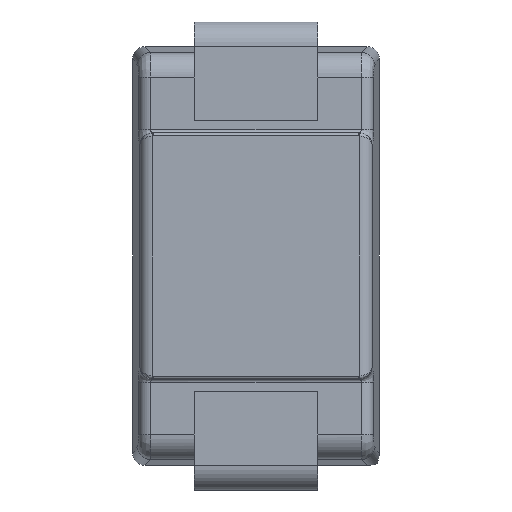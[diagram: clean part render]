
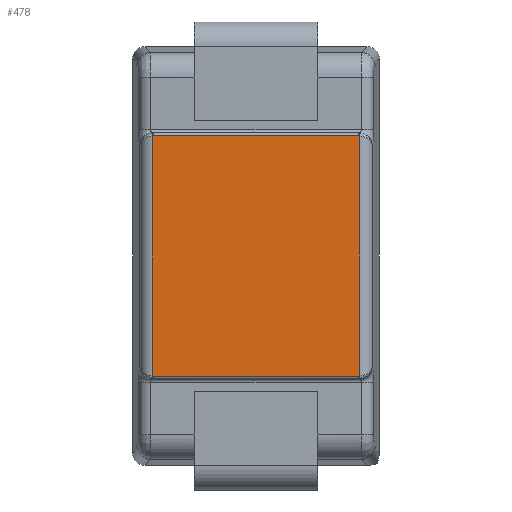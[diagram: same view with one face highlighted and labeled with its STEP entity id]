
A CAD part, front view. The second image highlights one B-rep face of the part: STEP entity #478.
In plain terms, the highlighted planar face has unit normal (0, -1, 0).
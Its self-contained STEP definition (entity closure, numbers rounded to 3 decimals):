
#407 = VERTEX_POINT ( 'NONE', #2408 ) ;
#408 = VERTEX_POINT ( 'NONE', #2414 ) ;
#409 = ORIENTED_EDGE ( 'NONE', *, *, #410, .T. ) ;
#410 = EDGE_CURVE ( 'NONE', #476, #477, #2413, .T. ) ;
#411 = EDGE_CURVE ( 'NONE', #434, #407, #2401, .T. ) ;
#412 = EDGE_CURVE ( 'NONE', #408, #476, #2394, .T. ) ;
#414 = ORIENTED_EDGE ( 'NONE', *, *, #412, .T. ) ;
#425 = VERTEX_POINT ( 'NONE', #2384 ) ;
#426 = EDGE_CURVE ( 'NONE', #427, #425, #2382, .T. ) ;
#427 = VERTEX_POINT ( 'NONE', #2378 ) ;
#428 = ORIENTED_EDGE ( 'NONE', *, *, #429, .T. ) ;
#429 = EDGE_CURVE ( 'NONE', #427, #471, #2368, .T. ) ;
#430 = ORIENTED_EDGE ( 'NONE', *, *, #470, .T. ) ;
#431 = ORIENTED_EDGE ( 'NONE', *, *, #411, .T. ) ;
#432 = EDGE_CURVE ( 'NONE', #471, #434, #2370, .T. ) ;
#433 = ORIENTED_EDGE ( 'NONE', *, *, #432, .T. ) ;
#434 = VERTEX_POINT ( 'NONE', #2361 ) ;
#468 = EDGE_CURVE ( 'NONE', #477, #425, #2445, .T. ) ;
#470 = EDGE_CURVE ( 'NONE', #407, #408, #2469, .T. ) ;
#471 = VERTEX_POINT ( 'NONE', #2470 ) ;
#473 = EDGE_LOOP ( 'NONE', ( #409, #480, #479, #428, #433, #431, #430, #414 ) ) ;
#476 = VERTEX_POINT ( 'NONE', #2527 ) ;
#477 = VERTEX_POINT ( 'NONE', #2474 ) ;
#478 = ADVANCED_FACE ( 'NONE', ( #2435 ), #2446, .F. ) ;
#479 = ORIENTED_EDGE ( 'NONE', *, *, #426, .F. ) ;
#480 = ORIENTED_EDGE ( 'NONE', *, *, #468, .T. ) ;
#2359 = DIRECTION ( 'NONE',  ( 0., 0., 1. ) ) ;
#2360 = VECTOR ( 'NONE', #2359, 1000. ) ;
#2361 = CARTESIAN_POINT ( 'NONE',  ( 1.686, 0.05, 1.949 ) ) ;
#2363 = CARTESIAN_POINT ( 'NONE',  ( 1.686, 0.05, -1.949 ) ) ;
#2364 = CARTESIAN_POINT ( 'NONE',  ( 1.681, 0.05, -1.95 ) ) ;
#2365 = CARTESIAN_POINT ( 'NONE',  ( 1.677, 0.05, -1.95 ) ) ;
#2366 = CARTESIAN_POINT ( 'NONE',  ( 1.672, 0.05, -1.95 ) ) ;
#2368 =( BOUNDED_CURVE ( )  B_SPLINE_CURVE ( 3, ( #2366, #2365, #2364, #2363 ),
 .UNSPECIFIED., .F., .T. ) 
 B_SPLINE_CURVE_WITH_KNOTS ( ( 4, 4 ),
 ( 1.571, 1.658 ),
 .UNSPECIFIED. ) 
 CURVE ( )  GEOMETRIC_REPRESENTATION_ITEM ( )  RATIONAL_B_SPLINE_CURVE ( ( 1., 0.999, 0.999, 1. ) ) 
 REPRESENTATION_ITEM ( '' )  );
#2369 = CARTESIAN_POINT ( 'NONE',  ( 1.686, 0.05, 1.95 ) ) ;
#2370 = LINE ( 'NONE', #2369, #2360 ) ;
#2375 = DIRECTION ( 'NONE',  ( -1., 0., 0. ) ) ;
#2376 = VECTOR ( 'NONE', #2375, 1000. ) ;
#2377 = CARTESIAN_POINT ( 'NONE',  ( 2., 0.05, -1.95 ) ) ;
#2378 = CARTESIAN_POINT ( 'NONE',  ( 1.672, 0.05, -1.95 ) ) ;
#2382 = LINE ( 'NONE', #2377, #2376 ) ;
#2384 = CARTESIAN_POINT ( 'NONE',  ( -1.672, 0.05, -1.95 ) ) ;
#2390 = CARTESIAN_POINT ( 'NONE',  ( -1.686, 0.05, 1.949 ) ) ;
#2391 = CARTESIAN_POINT ( 'NONE',  ( -1.681, 0.05, 1.95 ) ) ;
#2392 = CARTESIAN_POINT ( 'NONE',  ( -1.677, 0.05, 1.95 ) ) ;
#2393 = CARTESIAN_POINT ( 'NONE',  ( -1.672, 0.05, 1.95 ) ) ;
#2394 =( BOUNDED_CURVE ( )  B_SPLINE_CURVE ( 3, ( #2393, #2392, #2391, #2390 ),
 .UNSPECIFIED., .F., .T. ) 
 B_SPLINE_CURVE_WITH_KNOTS ( ( 4, 4 ),
 ( 1.571, 1.658 ),
 .UNSPECIFIED. ) 
 CURVE ( )  GEOMETRIC_REPRESENTATION_ITEM ( )  RATIONAL_B_SPLINE_CURVE ( ( 1., 0.999, 0.999, 1. ) ) 
 REPRESENTATION_ITEM ( '' )  );
#2397 = CARTESIAN_POINT ( 'NONE',  ( 1.672, 0.05, 1.95 ) ) ;
#2398 = CARTESIAN_POINT ( 'NONE',  ( 1.677, 0.05, 1.95 ) ) ;
#2399 = CARTESIAN_POINT ( 'NONE',  ( 1.681, 0.05, 1.95 ) ) ;
#2400 = CARTESIAN_POINT ( 'NONE',  ( 1.686, 0.05, 1.949 ) ) ;
#2401 =( BOUNDED_CURVE ( )  B_SPLINE_CURVE ( 3, ( #2400, #2399, #2398, #2397 ),
 .UNSPECIFIED., .F., .T. ) 
 B_SPLINE_CURVE_WITH_KNOTS ( ( 4, 4 ),
 ( 1.484, 1.571 ),
 .UNSPECIFIED. ) 
 CURVE ( )  GEOMETRIC_REPRESENTATION_ITEM ( )  RATIONAL_B_SPLINE_CURVE ( ( 1., 0.999, 0.999, 1. ) ) 
 REPRESENTATION_ITEM ( '' )  );
#2404 = DIRECTION ( 'NONE',  ( 0., 0., -1. ) ) ;
#2406 = VECTOR ( 'NONE', #2404, 1000. ) ;
#2408 = CARTESIAN_POINT ( 'NONE',  ( 1.672, 0.05, 1.95 ) ) ;
#2412 = CARTESIAN_POINT ( 'NONE',  ( -1.686, 0.05, -1.95 ) ) ;
#2413 = LINE ( 'NONE', #2412, #2406 ) ;
#2414 = CARTESIAN_POINT ( 'NONE',  ( -1.672, 0.05, 1.95 ) ) ;
#2435 = FACE_OUTER_BOUND ( 'NONE', #473, .T. ) ;
#2438 = DIRECTION ( 'NONE',  ( -1., 0., 0. ) ) ;
#2439 = VECTOR ( 'NONE', #2438, 1000. ) ;
#2441 = CARTESIAN_POINT ( 'NONE',  ( -1.672, 0.05, -1.95 ) ) ;
#2442 = CARTESIAN_POINT ( 'NONE',  ( -1.677, 0.05, -1.95 ) ) ;
#2443 = CARTESIAN_POINT ( 'NONE',  ( -1.681, 0.05, -1.95 ) ) ;
#2444 = CARTESIAN_POINT ( 'NONE',  ( -1.686, 0.05, -1.949 ) ) ;
#2445 =( BOUNDED_CURVE ( )  B_SPLINE_CURVE ( 3, ( #2444, #2443, #2442, #2441 ),
 .UNSPECIFIED., .F., .T. ) 
 B_SPLINE_CURVE_WITH_KNOTS ( ( 4, 4 ),
 ( 1.484, 1.571 ),
 .UNSPECIFIED. ) 
 CURVE ( )  GEOMETRIC_REPRESENTATION_ITEM ( )  RATIONAL_B_SPLINE_CURVE ( ( 1., 0.999, 0.999, 1. ) ) 
 REPRESENTATION_ITEM ( '' )  );
#2446 = PLANE ( 'NONE',  #2467 ) ;
#2467 = AXIS2_PLACEMENT_3D ( 'NONE', #2542, #2541, #2540 ) ;
#2468 = CARTESIAN_POINT ( 'NONE',  ( 2., 0.05, 1.95 ) ) ;
#2469 = LINE ( 'NONE', #2468, #2439 ) ;
#2470 = CARTESIAN_POINT ( 'NONE',  ( 1.686, 0.05, -1.949 ) ) ;
#2474 = CARTESIAN_POINT ( 'NONE',  ( -1.686, 0.05, -1.949 ) ) ;
#2527 = CARTESIAN_POINT ( 'NONE',  ( -1.686, 0.05, 1.949 ) ) ;
#2540 = DIRECTION ( 'NONE',  ( 0., 0., 1. ) ) ;
#2541 = DIRECTION ( 'NONE',  ( 0., 1., 0. ) ) ;
#2542 = CARTESIAN_POINT ( 'NONE',  ( 2., 0.05, 1.95 ) ) ;
